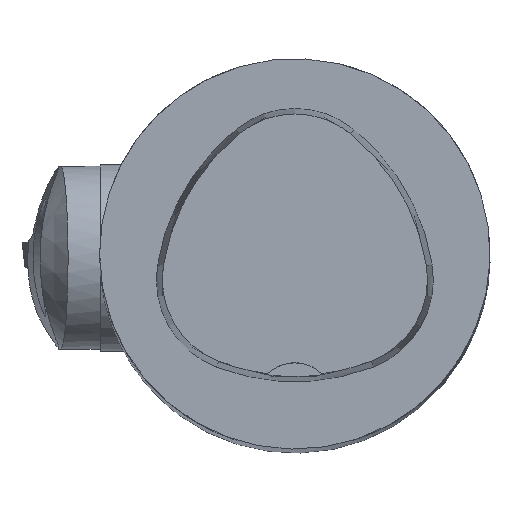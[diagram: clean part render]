
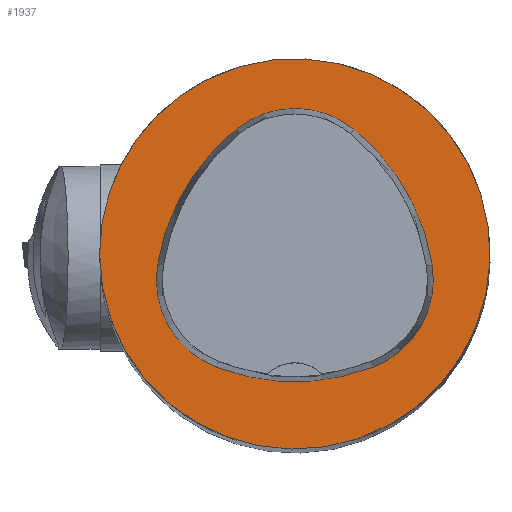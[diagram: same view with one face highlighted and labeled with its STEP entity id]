
A CAD part, top view. The second image highlights one B-rep face of the part: STEP entity #1937.
In plain terms, the highlighted planar face has unit normal (0, 0, 1).
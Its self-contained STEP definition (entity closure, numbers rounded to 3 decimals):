
#1937=ADVANCED_FACE('',(#2564,#2565),#2269,.T.);
#2269=PLANE('',#6741);
#2564=FACE_BOUND('',#2668,.T.);
#2565=FACE_BOUND('',#2669,.T.);
#2668=EDGE_LOOP('',(#3203,#3204,#3205,#3206,#3207,#3208));
#2669=EDGE_LOOP('',(#3209));
#3203=ORIENTED_EDGE('',*,*,#5609,.T.);
#3204=ORIENTED_EDGE('',*,*,#5589,.T.);
#3205=ORIENTED_EDGE('',*,*,#5593,.T.);
#3206=ORIENTED_EDGE('',*,*,#5596,.T.);
#3207=ORIENTED_EDGE('',*,*,#5599,.T.);
#3208=ORIENTED_EDGE('',*,*,#5607,.T.);
#3209=ORIENTED_EDGE('',*,*,#5561,.F.);
#4918=VERTEX_POINT('',#8994);
#4946=VERTEX_POINT('',#9210);
#4947=VERTEX_POINT('',#9211);
#4950=VERTEX_POINT('',#9219);
#4952=VERTEX_POINT('',#9225);
#4954=VERTEX_POINT('',#9231);
#4961=VERTEX_POINT('',#9252);
#5561=EDGE_CURVE('',#4918,#4918,#6439,.T.);
#5589=EDGE_CURVE('',#4946,#4947,#6442,.T.);
#5593=EDGE_CURVE('',#4947,#4950,#6444,.T.);
#5596=EDGE_CURVE('',#4950,#4952,#6446,.T.);
#5599=EDGE_CURVE('',#4952,#4954,#6448,.T.);
#5607=EDGE_CURVE('',#4954,#4961,#6452,.T.);
#5609=EDGE_CURVE('',#4961,#4946,#6454,.T.);
#6439=CIRCLE('',#6702,25.);
#6442=CIRCLE('',#6719,28.);
#6444=CIRCLE('',#6722,12.);
#6446=CIRCLE('',#6725,28.);
#6448=CIRCLE('',#6728,12.);
#6452=CIRCLE('',#6733,28.);
#6454=CIRCLE('',#6736,12.);
#6702=AXIS2_PLACEMENT_3D('',#8993,#7315,#7316);
#6719=AXIS2_PLACEMENT_3D('',#9209,#7357,#7358);
#6722=AXIS2_PLACEMENT_3D('',#9218,#7365,#7366);
#6725=AXIS2_PLACEMENT_3D('',#9224,#7372,#7373);
#6728=AXIS2_PLACEMENT_3D('',#9230,#7379,#7380);
#6733=AXIS2_PLACEMENT_3D('',#9253,#7391,#7392);
#6736=AXIS2_PLACEMENT_3D('',#9256,#7397,#7398);
#6741=AXIS2_PLACEMENT_3D('',#9261,#7407,#7408);
#7315=DIRECTION('',(0.,0.,-1.));
#7316=DIRECTION('',(-1.,0.,0.));
#7357=DIRECTION('',(0.,0.,-1.));
#7358=DIRECTION('',(-1.,0.,0.));
#7365=DIRECTION('',(0.,0.,-1.));
#7366=DIRECTION('',(-1.,0.,0.));
#7372=DIRECTION('',(0.,0.,-1.));
#7373=DIRECTION('',(-1.,0.,0.));
#7379=DIRECTION('',(0.,0.,-1.));
#7380=DIRECTION('',(-1.,0.,0.));
#7391=DIRECTION('',(0.,0.,-1.));
#7392=DIRECTION('',(-1.,0.,0.));
#7397=DIRECTION('',(0.,0.,-1.));
#7398=DIRECTION('',(-1.,0.,0.));
#7407=DIRECTION('',(0.,0.,1.));
#7408=DIRECTION('',(1.,0.,0.));
#8993=CARTESIAN_POINT('',(0.,0.,0.));
#8994=CARTESIAN_POINT('',(-25.,0.,0.));
#9209=CARTESIAN_POINT('',(10.068,-5.824,0.));
#9210=CARTESIAN_POINT('',(-17.584,-1.424,0.));
#9211=CARTESIAN_POINT('',(-7.531,15.953,0.));
#9218=CARTESIAN_POINT('',(0.011,6.62,0.));
#9219=CARTESIAN_POINT('',(7.567,15.942,0.));
#9224=CARTESIAN_POINT('',(-10.063,-5.81,0.));
#9225=CARTESIAN_POINT('',(17.59,-1.418,0.));
#9230=CARTESIAN_POINT('',(5.739,-3.3,0.));
#9231=CARTESIAN_POINT('',(10.05,-14.499,0.));
#9252=CARTESIAN_POINT('',(-10.025,-14.516,0.));
#9253=CARTESIAN_POINT('',(-0.01,11.631,0.));
#9256=CARTESIAN_POINT('',(-5.733,-3.31,0.));
#9261=CARTESIAN_POINT('',(0.,0.,0.));
